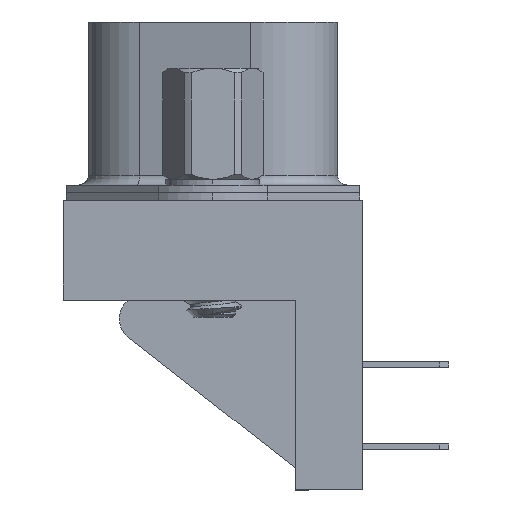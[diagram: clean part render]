
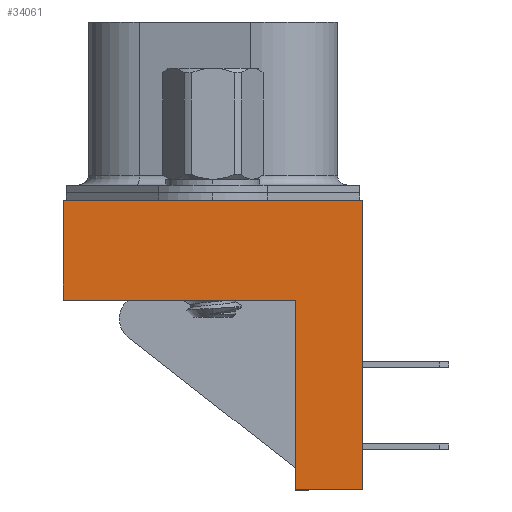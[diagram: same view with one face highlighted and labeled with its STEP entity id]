
A CAD part, left-side view. The second image highlights one B-rep face of the part: STEP entity #34061.
In plain terms, the highlighted planar face has unit normal (-1, 0, 0).
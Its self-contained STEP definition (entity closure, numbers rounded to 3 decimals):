
#92 = EDGE_LOOP ( 'NONE', ( #171218, #22142, #54061, #180008, #68811, #108707 ) ) ;
#9044 = CARTESIAN_POINT ( 'NONE',  ( -4.125, 7.8, 0. ) ) ;
#13193 = VECTOR ( 'NONE', #144659, 1000. ) ;
#22142 = ORIENTED_EDGE ( 'NONE', *, *, #63719, .F. ) ;
#29417 = CARTESIAN_POINT ( 'NONE',  ( -4.125, -7.8, -15.1 ) ) ;
#34061 = ADVANCED_FACE ( 'NONE', ( #181982 ), #54072, .T. ) ;
#39659 = EDGE_CURVE ( 'NONE', #84846, #74532, #183002, .T. ) ;
#40256 = DIRECTION ( 'NONE',  ( 0., -1., 0. ) ) ;
#42004 = CARTESIAN_POINT ( 'NONE',  ( -4.125, 7.8, -5.2 ) ) ;
#47673 = VERTEX_POINT ( 'NONE', #122011 ) ;
#48172 = VERTEX_POINT ( 'NONE', #100198 ) ;
#48619 = VECTOR ( 'NONE', #56006, 1000. ) ;
#51907 = CARTESIAN_POINT ( 'NONE',  ( -4.125, -4.3, -15.1 ) ) ;
#54061 = ORIENTED_EDGE ( 'NONE', *, *, #98498, .T. ) ;
#54072 = PLANE ( 'NONE',  #172580 ) ;
#55194 = LINE ( 'NONE', #166308, #132974 ) ;
#56006 = DIRECTION ( 'NONE',  ( 0., 1., 0. ) ) ;
#63719 = EDGE_CURVE ( 'NONE', #93543, #84846, #154057, .T. ) ;
#68811 = ORIENTED_EDGE ( 'NONE', *, *, #98850, .F. ) ;
#71794 = CARTESIAN_POINT ( 'NONE',  ( -4.125, 7.8, -5.2 ) ) ;
#73168 = CARTESIAN_POINT ( 'NONE',  ( -4.125, -4.3, -5.2 ) ) ;
#73228 = VECTOR ( 'NONE', #179854, 1000. ) ;
#74532 = VERTEX_POINT ( 'NONE', #71794 ) ;
#76855 = EDGE_CURVE ( 'NONE', #74532, #160502, #81383, .T. ) ;
#81383 = LINE ( 'NONE', #91743, #93817 ) ;
#83919 = VECTOR ( 'NONE', #159139, 1000. ) ;
#84846 = VERTEX_POINT ( 'NONE', #73168 ) ;
#91743 = CARTESIAN_POINT ( 'NONE',  ( -4.125, 7.8, -15.1 ) ) ;
#93543 = VERTEX_POINT ( 'NONE', #51907 ) ;
#93817 = VECTOR ( 'NONE', #177654, 1000. ) ;
#98498 = EDGE_CURVE ( 'NONE', #93543, #48172, #55194, .T. ) ;
#98850 = EDGE_CURVE ( 'NONE', #160502, #47673, #145659, .T. ) ;
#100198 = CARTESIAN_POINT ( 'NONE',  ( -4.125, -7.8, -15.1 ) ) ;
#108707 = ORIENTED_EDGE ( 'NONE', *, *, #76855, .F. ) ;
#122011 = CARTESIAN_POINT ( 'NONE',  ( -4.125, -7.8, 0. ) ) ;
#132974 = VECTOR ( 'NONE', #40256, 1000. ) ;
#139043 = CARTESIAN_POINT ( 'NONE',  ( -4.125, 7.8, -15.1 ) ) ;
#144659 = DIRECTION ( 'NONE',  ( 0., 0., 1. ) ) ;
#145659 = LINE ( 'NONE', #9044, #73228 ) ;
#152058 = CARTESIAN_POINT ( 'NONE',  ( -4.125, 7.8, 0. ) ) ;
#154057 = LINE ( 'NONE', #168076, #13193 ) ;
#158222 = LINE ( 'NONE', #29417, #83919 ) ;
#159139 = DIRECTION ( 'NONE',  ( 0., 0., 1. ) ) ;
#160502 = VERTEX_POINT ( 'NONE', #152058 ) ;
#166308 = CARTESIAN_POINT ( 'NONE',  ( -4.125, 7.8, -15.1 ) ) ;
#167971 = DIRECTION ( 'NONE',  ( 0., -1., 0. ) ) ;
#168076 = CARTESIAN_POINT ( 'NONE',  ( -4.125, -4.3, -15.1 ) ) ;
#171218 = ORIENTED_EDGE ( 'NONE', *, *, #39659, .F. ) ;
#172580 = AXIS2_PLACEMENT_3D ( 'NONE', #139043, #180119, #167971 ) ;
#177654 = DIRECTION ( 'NONE',  ( 0., 0., 1. ) ) ;
#179854 = DIRECTION ( 'NONE',  ( 0., -1., 0. ) ) ;
#180008 = ORIENTED_EDGE ( 'NONE', *, *, #182284, .T. ) ;
#180119 = DIRECTION ( 'NONE',  ( -1., 0., 0. ) ) ;
#181982 = FACE_OUTER_BOUND ( 'NONE', #92, .T. ) ;
#182284 = EDGE_CURVE ( 'NONE', #48172, #47673, #158222, .T. ) ;
#183002 = LINE ( 'NONE', #42004, #48619 ) ;
